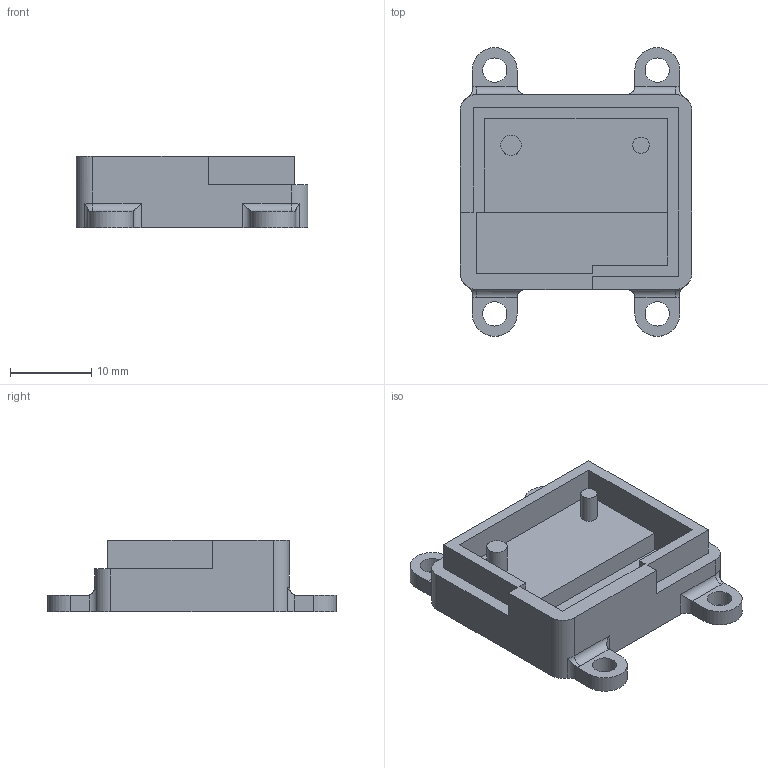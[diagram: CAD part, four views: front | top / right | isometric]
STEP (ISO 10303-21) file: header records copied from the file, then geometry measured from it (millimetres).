
FILE_DESCRIPTION(('STEP AP242'), '1');
FILE_NAME('Component3', '', ('UNSPECIFIED'), ('UNSPECIFIED'), 'C3D Converter', 'C3D Toolkit', '');
FILE_SCHEMA(('AP242_MANAGED_MODEL_BASED_3D_ENGINEERING_MIM_LF { 1 0 10303 442 1 1 4 }'));
Length unit declared in the file: millimetre
Bounding box: 28.5 x 35.53 x 8.75 mm (x, y, z)
Volume: 3739.5 mm3; surface area: 3069.6 mm2
Topology: 1 solids, 1 shells, 67 faces, 178 edges, 116 vertices
Faces by surface type: plane 37, cylinder 26, torus 4
Full cylindrical faces by diameter (mm): 2 x1, 2.5 x1, 3 x4
Entity records: 2278 total; most frequent: CARTESIAN_POINT 560, DIRECTION 344, ORIENTED_EDGE 344, EDGE_CURVE 172, AXIS2_PLACEMENT_3D 116, VERTEX_POINT 116, LINE 112, VECTOR 112
